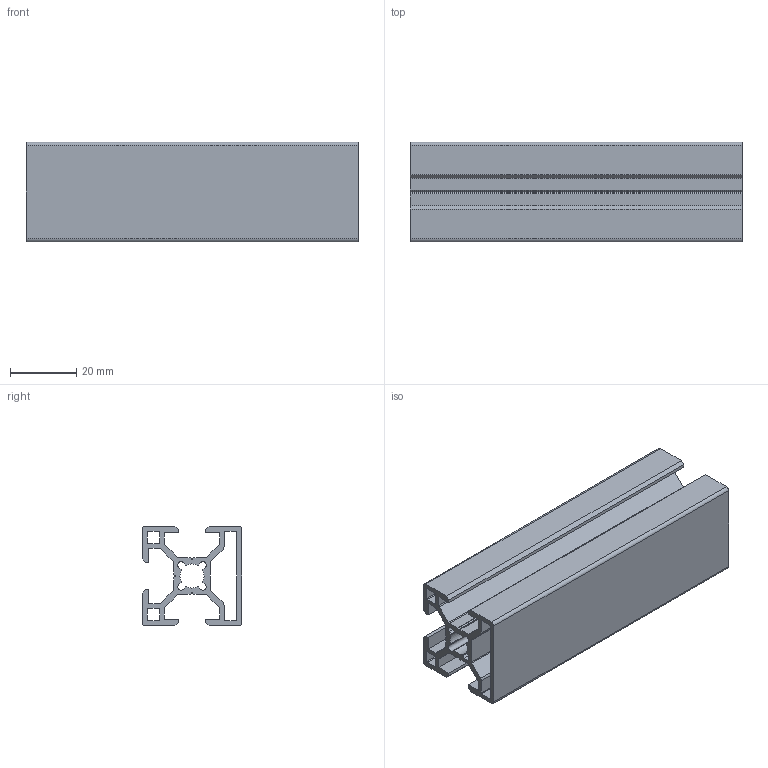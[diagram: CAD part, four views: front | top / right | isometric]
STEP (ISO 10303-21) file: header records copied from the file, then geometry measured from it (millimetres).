
FILE_DESCRIPTION (( 'STEP AP214' ), '1' );
FILE_NAME ('084.107.006.STEP', '2020-07-23T08:15:36', ( '' ), ( '' ), 'SwSTEP 2.0', 'SolidWorks 2018', '' );
FILE_SCHEMA (( 'AUTOMOTIVE_DESIGN' ));
Length unit declared in the file: millimetre
Products named in the file (1): 084.107.006
Bounding box: 100 x 30 x 30 mm (x, y, z)
Volume: 27502.7 mm3; surface area: 34594.2 mm2
Topology: 1 solids, 1 shells, 138 faces, 408 edges, 272 vertices
Faces by surface type: plane 75, cylinder 63
Entity records: 4688 total; most frequent: CARTESIAN_POINT 819, ORIENTED_EDGE 816, DIRECTION 812, EDGE_CURVE 408, VECTOR 282, LINE 282, VERTEX_POINT 272, AXIS2_PLACEMENT_3D 265
